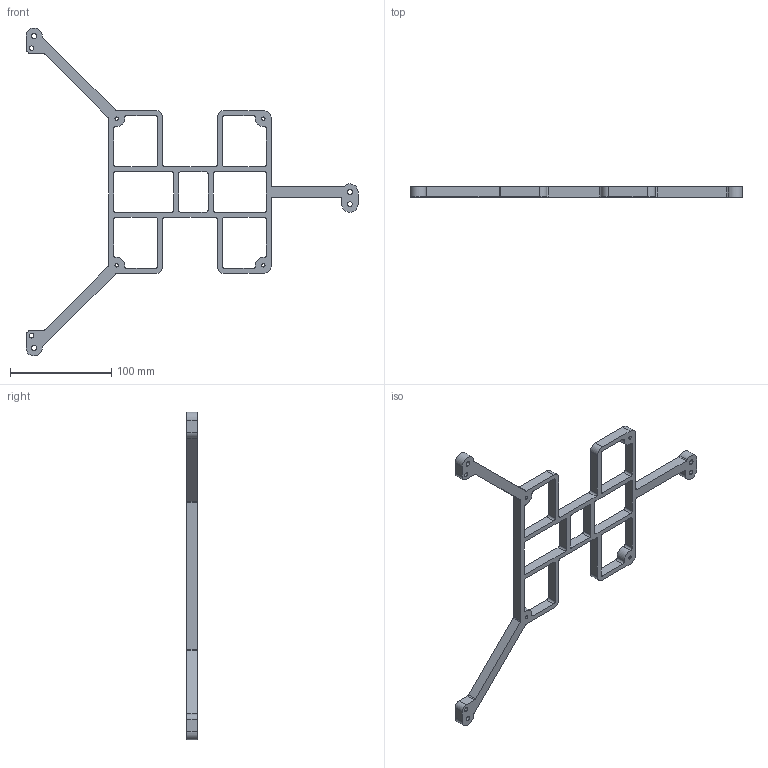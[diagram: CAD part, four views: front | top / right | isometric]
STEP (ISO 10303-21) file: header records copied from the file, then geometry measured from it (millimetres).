
FILE_DESCRIPTION (( 'STEP AP203' ), '1' );
FILE_NAME ('Build Plate Chassis 1.STEP', '2021-02-24T23:32:39', ( '' ), ( '' ), 'SwSTEP 2.0', 'SolidWorks 2018', '' );
FILE_SCHEMA (( 'CONFIG_CONTROL_DESIGN' ));
Length unit declared in the file: millimetre
Products named in the file (1): Build Plate Chassis 1
Bounding box: 328.04 x 10 x 324.05 mm (x, y, z)
Volume: 95016 mm3; surface area: 47743.1 mm2
Topology: 1 solids, 1 shells, 145 faces, 429 edges, 286 vertices
Faces by surface type: cylinder 90, plane 55
Entity records: 5068 total; most frequent: DIRECTION 901, CARTESIAN_POINT 861, ORIENTED_EDGE 858, EDGE_CURVE 429, AXIS2_PLACEMENT_3D 326, VERTEX_POINT 286, LINE 249, VECTOR 249
